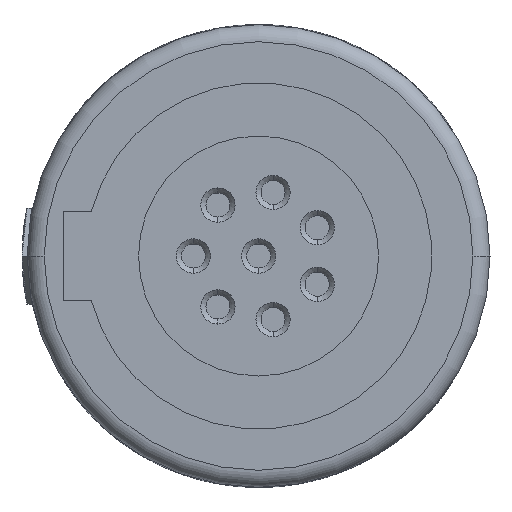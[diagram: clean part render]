
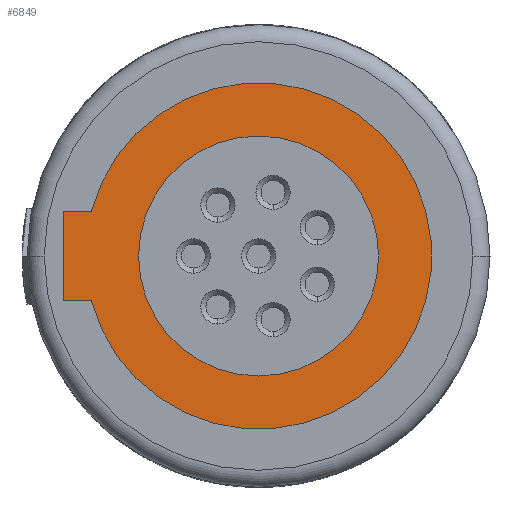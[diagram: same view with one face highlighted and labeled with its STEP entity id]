
A CAD part, left-side view. The second image highlights one B-rep face of the part: STEP entity #6849.
In plain terms, the highlighted planar face has unit normal (-1, 0, 0).
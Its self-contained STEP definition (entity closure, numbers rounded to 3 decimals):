
#2131=DIRECTION('',(0.,1.,0.));
#2132=VECTOR('',#2131,0.82);
#2133=CARTESIAN_POINT('',(0.,4.88,-1.3));
#2134=LINE('',#2133,#2132);
#2135=DIRECTION('',(0.,0.,1.));
#2136=VECTOR('',#2135,2.6);
#2137=CARTESIAN_POINT('',(0.,5.7,-1.3));
#2138=LINE('',#2137,#2136);
#2139=DIRECTION('',(0.,-1.,0.));
#2140=VECTOR('',#2139,0.82);
#2141=CARTESIAN_POINT('',(0.,5.7,1.3));
#2142=LINE('',#2141,#2140);
#2143=CARTESIAN_POINT('',(0.,0.,0.));
#2144=DIRECTION('',(1.,0.,0.));
#2145=DIRECTION('',(0.,0.,-1.));
#2146=AXIS2_PLACEMENT_3D('',#2143,#2144,#2145);
#2148=CARTESIAN_POINT('',(0.,0.,0.));
#2149=DIRECTION('',(1.,0.,0.));
#2150=DIRECTION('',(0.,0.,1.));
#2151=AXIS2_PLACEMENT_3D('',#2148,#2149,#2150);
#2162=CARTESIAN_POINT('',(0.,0.,0.));
#2163=DIRECTION('',(-1.,0.,0.));
#2164=DIRECTION('',(0.,0.966,-0.257));
#2165=AXIS2_PLACEMENT_3D('',#2162,#2163,#2164);
#3571=CARTESIAN_POINT('',(0.,0.,-3.5));
#3572=VERTEX_POINT('',#3571);
#3573=CARTESIAN_POINT('',(0.,0.,3.5));
#3574=VERTEX_POINT('',#3573);
#4109=CARTESIAN_POINT('',(0.,5.7,-1.3));
#4110=CARTESIAN_POINT('',(0.,5.7,1.3));
#4111=VERTEX_POINT('',#4109);
#4112=VERTEX_POINT('',#4110);
#4113=CARTESIAN_POINT('',(0.,4.88,-1.3));
#4114=VERTEX_POINT('',#4113);
#4115=CARTESIAN_POINT('',(0.,4.88,1.3));
#4116=VERTEX_POINT('',#4115);
#6829=CARTESIAN_POINT('',(0.,0.,0.));
#6830=DIRECTION('',(1.,0.,0.));
#6831=DIRECTION('',(0.,0.,-1.));
#6832=AXIS2_PLACEMENT_3D('',#6829,#6830,#6831);
#6833=PLANE('',#6832);
#6835=ORIENTED_EDGE('',*,*,#6834,.F.);
#6836=ORIENTED_EDGE('',*,*,#6812,.T.);
#6838=ORIENTED_EDGE('',*,*,#6837,.T.);
#6840=ORIENTED_EDGE('',*,*,#6839,.T.);
#6841=EDGE_LOOP('',(#6835,#6836,#6838,#6840));
#6842=FACE_OUTER_BOUND('',#6841,.F.);
#6844=ORIENTED_EDGE('',*,*,#6843,.F.);
#6846=ORIENTED_EDGE('',*,*,#6845,.F.);
#6847=EDGE_LOOP('',(#6844,#6846));
#6848=FACE_BOUND('',#6847,.F.);
#2147=CIRCLE('',#2146,3.5);
#2152=CIRCLE('',#2151,3.5);
#2166=CIRCLE('',#2165,5.05);
#6812=EDGE_CURVE('',#4114,#4111,#2134,.T.);
#6834=EDGE_CURVE('',#4114,#4116,#2166,.T.);
#6837=EDGE_CURVE('',#4111,#4112,#2138,.T.);
#6839=EDGE_CURVE('',#4112,#4116,#2142,.T.);
#6843=EDGE_CURVE('',#3572,#3574,#2147,.T.);
#6845=EDGE_CURVE('',#3574,#3572,#2152,.T.);
#6849=ADVANCED_FACE('',(#6842,#6848),#6833,.F.);
